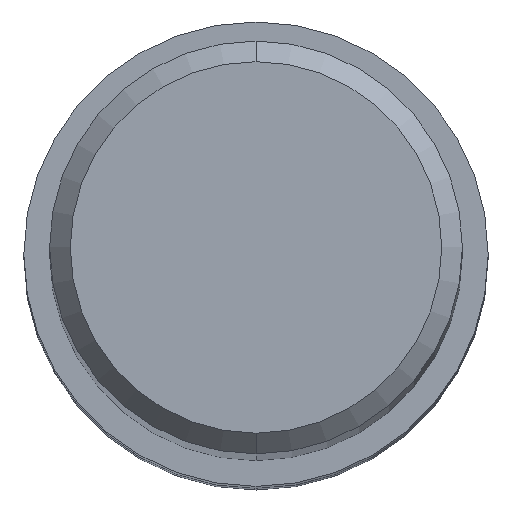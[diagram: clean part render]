
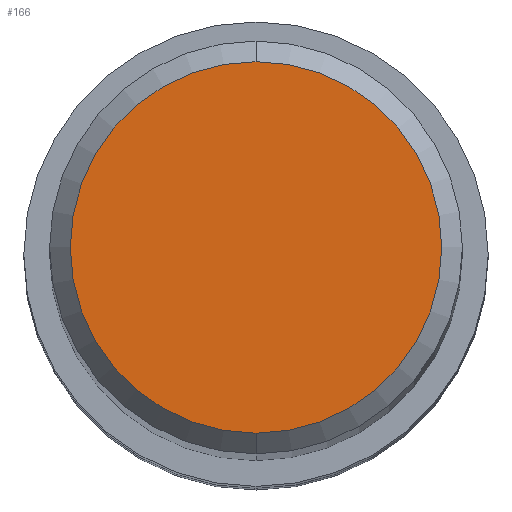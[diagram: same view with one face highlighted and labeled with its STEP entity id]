
A CAD part, top view. The second image highlights one B-rep face of the part: STEP entity #166.
In plain terms, the highlighted planar face has unit normal (0, 0, 1).
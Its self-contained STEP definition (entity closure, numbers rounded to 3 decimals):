
#142=EDGE_CURVE('',#150,#176,#283,.T.);
#150=VERTEX_POINT('',#291);
#166=ADVANCED_FACE('',(#310),#311,.T.);
#176=VERTEX_POINT('',#324);
#178=EDGE_CURVE('',#176,#150,#326,.T.);
#283=CIRCLE('',#440,7.2);
#291=CARTESIAN_POINT('',(0.0,7.2,0.0));
#310=FACE_OUTER_BOUND('',#478,.T.);
#311=PLANE('',#479);
#324=CARTESIAN_POINT('',(0.,-7.2,0.0));
#326=CIRCLE('',#496,7.2);
#440=AXIS2_PLACEMENT_3D('',#598,#599,#600);
#478=EDGE_LOOP('',(#639,#640));
#479=AXIS2_PLACEMENT_3D('',#641,#642,#643);
#496=AXIS2_PLACEMENT_3D('',#667,#668,#669);
#598=CARTESIAN_POINT('',(0.0,0.0,0.0));
#599=DIRECTION('',(0.0,0.0,-1.0));
#600=DIRECTION('',(0.0,1.0,0.0));
#639=ORIENTED_EDGE('',*,*,#142,.F.);
#640=ORIENTED_EDGE('',*,*,#178,.F.);
#641=CARTESIAN_POINT('',(0.0,3.6,0.0));
#642=DIRECTION('',(-0.0,0.0,1.0));
#643=DIRECTION('',(0.0,-1.0,0.0));
#667=CARTESIAN_POINT('',(0.0,0.0,0.0));
#668=DIRECTION('',(0.0,0.0,-1.0));
#669=DIRECTION('',(0.0,1.0,0.0));
